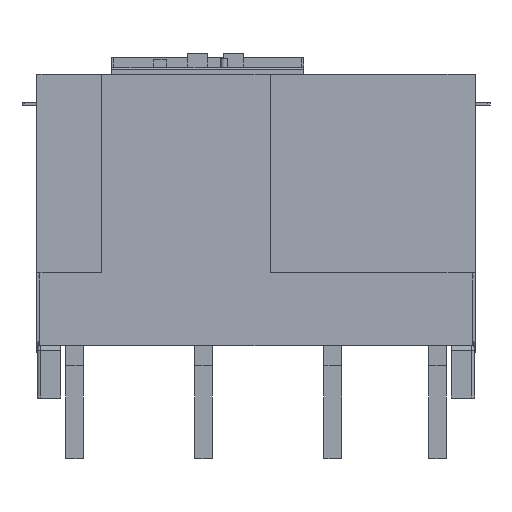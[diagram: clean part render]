
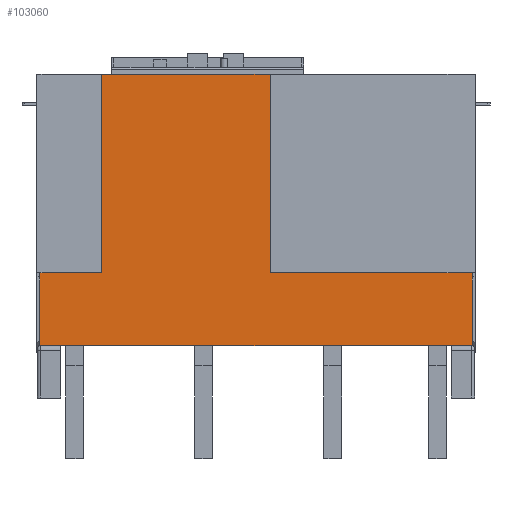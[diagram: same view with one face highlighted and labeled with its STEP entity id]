
A CAD part, front view. The second image highlights one B-rep face of the part: STEP entity #103060.
In plain terms, the highlighted planar face has unit normal (0, -1, 0).
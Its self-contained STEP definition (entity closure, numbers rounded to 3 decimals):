
#101510=CARTESIAN_POINT('',(1881.31,195.666,-345.));
#101520=VERTEX_POINT('',#101510);
#101550=CARTESIAN_POINT('',(1881.31,195.666,0.));
#101560=DIRECTION('',(0.,0.,-1.));
#101570=VECTOR('',#101560,1.);
#101580=LINE('',#101550,#101570);
#101590=CARTESIAN_POINT('',(1881.31,195.666,-9.));
#101600=VERTEX_POINT('',#101590);
#101610=EDGE_CURVE('',#101600,#101520,#101580,.T.);
#102300=CARTESIAN_POINT('',(1344.7,195.666,-9.));
#102310=VERTEX_POINT('',#102300);
#102340=CARTESIAN_POINT('',(1344.7,195.666,0.));
#102350=DIRECTION('',(0.,0.,1.));
#102360=VECTOR('',#102350,1.);
#102370=LINE('',#102340,#102360);
#102380=CARTESIAN_POINT('',(1344.7,195.666,-345.));
#102390=VERTEX_POINT('',#102380);
#102400=EDGE_CURVE('',#102390,#102310,#102370,.T.);
#102790=CARTESIAN_POINT('',(0.,195.666,-9.));
#102800=DIRECTION('',(1.,0.,0.));
#102810=VECTOR('',#102800,1.);
#102820=LINE('',#102790,#102810);
#102830=EDGE_CURVE('',#102310,#101600,#102820,.T.);
#102900=CARTESIAN_POINT('',(1658.51,195.666,-345.));
#102910=DIRECTION('',(0.,1.,0.));
#102920=DIRECTION('',(0.,0.,-1.));
#102930=AXIS2_PLACEMENT_3D('',#102900,#102910,#102920);
#102940=PLANE('',#102930);
#102950=ORIENTED_EDGE('',*,*,#101610,.F.);
#102960=CARTESIAN_POINT('',(0.,195.666,-345.));
#102970=DIRECTION('',(1.,0.,0.));
#102980=VECTOR('',#102970,1.);
#102990=LINE('',#102960,#102980);
#103000=EDGE_CURVE('',#102390,#101520,#102990,.T.);
#103010=ORIENTED_EDGE('',*,*,#103000,.T.);
#103020=ORIENTED_EDGE('',*,*,#102400,.F.);
#103030=ORIENTED_EDGE('',*,*,#102830,.F.);
#103040=EDGE_LOOP('',(#103030,#103020,#103010,#102950));
#103050=FACE_OUTER_BOUND('',#103040,.T.);
#103060=ADVANCED_FACE('',(#103050),#102940,.F.);
